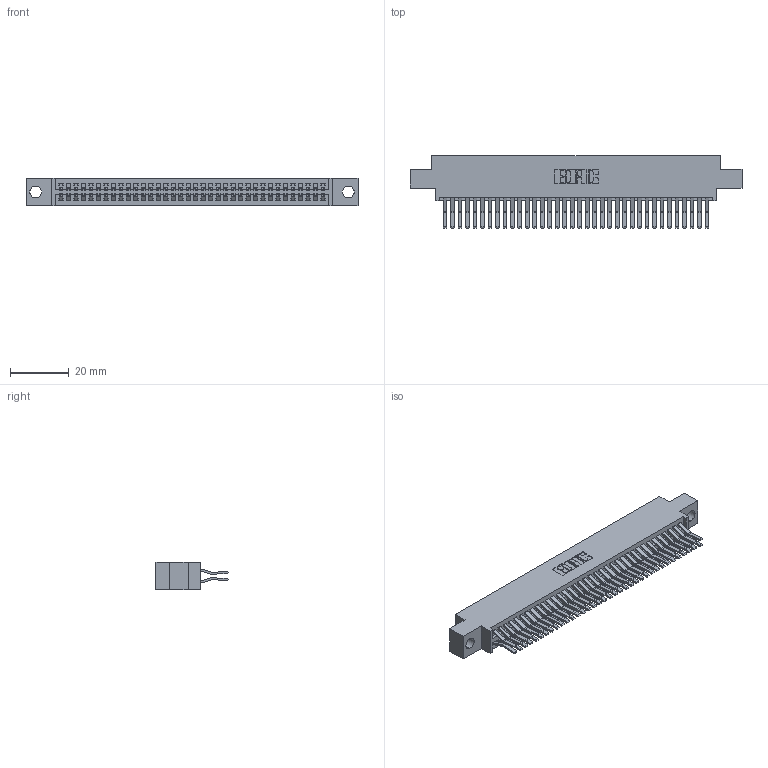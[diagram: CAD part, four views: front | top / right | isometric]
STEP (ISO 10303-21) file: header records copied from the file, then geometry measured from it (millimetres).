
FILE_DESCRIPTION (( 'STEP AP203' ), '1' );
FILE_NAME ('395-072-560-804.STEP', '2018-11-27T17:01:19', ( '' ), ( '' ), 'SwSTEP 2.0', 'SolidWorks 2016', '' );
FILE_SCHEMA (( 'CONFIG_CONTROL_DESIGN' ));
Length unit declared in the file: inch
Products named in the file (3): 345 Part_0.170 Offset - 0.156 Dia-TH; 395-072-560-804; 345-292-001_560 Tail
Assembly tree (73 placements, depth 2):
  395-072-560-804
    345 Part_0.170 Offset - 0.156 Dia-TH
    345-292-001_560 Tail  x72
Bounding box: 112.65 x 24.45 x 9.4 mm (x, y, z)
Volume: 11157.8 mm3; surface area: 17549.4 mm2
Topology: 73 solids, 73 shells, 3874 faces, 11513 edges, 7578 vertices
Faces by surface type: plane 2460, cylinder 1414
Entity records: 29277 total; most frequent: CARTESIAN_POINT 4916, ORIENTED_EDGE 4850, DIRECTION 4345, EDGE_CURVE 2425, LINE 2145, VECTOR 2145, VERTEX_POINT 1614, AXIS2_PLACEMENT_3D 1100
